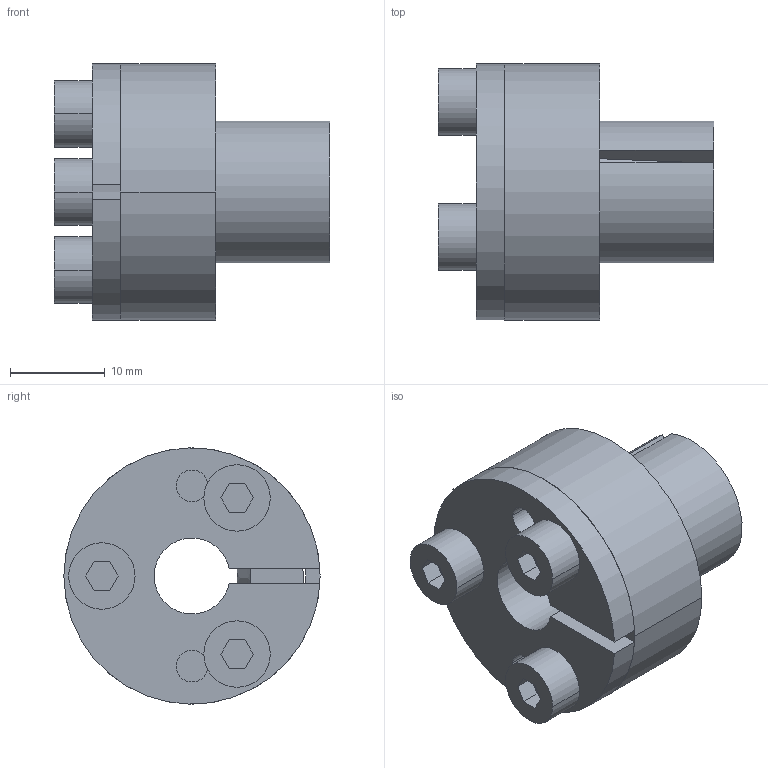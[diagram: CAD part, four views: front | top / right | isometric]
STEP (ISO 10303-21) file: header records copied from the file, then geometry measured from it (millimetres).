
FILE_DESCRIPTION((''),'2;1');
FILE_NAME('082505008015_INT_ASM','2006-02-22T',('Rathmann'),(''),'PRO/ENGINEER BY PARAMETRIC TECHNOLOGY CORPORATION, 2005180','PRO/ENGINEER BY PARAMETRIC TECHNOLOGY CORPORATION, 2005180','');
FILE_SCHEMA(('AUTOMOTIVE_DESIGN_CC2 { 1 2 10303 214 -1 1 5 2 }'));
Length unit declared in the file: millimetre
Products named in the file (5): 082505008015AX_INT; 082505008015A_INT; 082505008015IR_INT; DIN912-M4X10_INT; 082505008015_INT_ASM
Assembly tree (6 placements, depth 2):
  082505008015_INT_ASM
    082505008015AX_INT
    082505008015A_INT
    082505008015IR_INT
    DIN912-M4X10_INT  x3
Bounding box: 29 x 27 x 27 mm (x, y, z)
Volume: 6947.9 mm3; surface area: 7801.4 mm2
Topology: 6 solids, 6 shells, 86 faces, 213 edges, 160 vertices
Faces by surface type: plane 42, cylinder 36, cone 8
Entity records: 1961 total; most frequent: DIRECTION 353, CARTESIAN_POINT 323, ORIENTED_EDGE 260, AXIS2_PLACEMENT_3D 138, EDGE_CURVE 130, VERTEX_POINT 86, VECTOR 77, LINE 77
